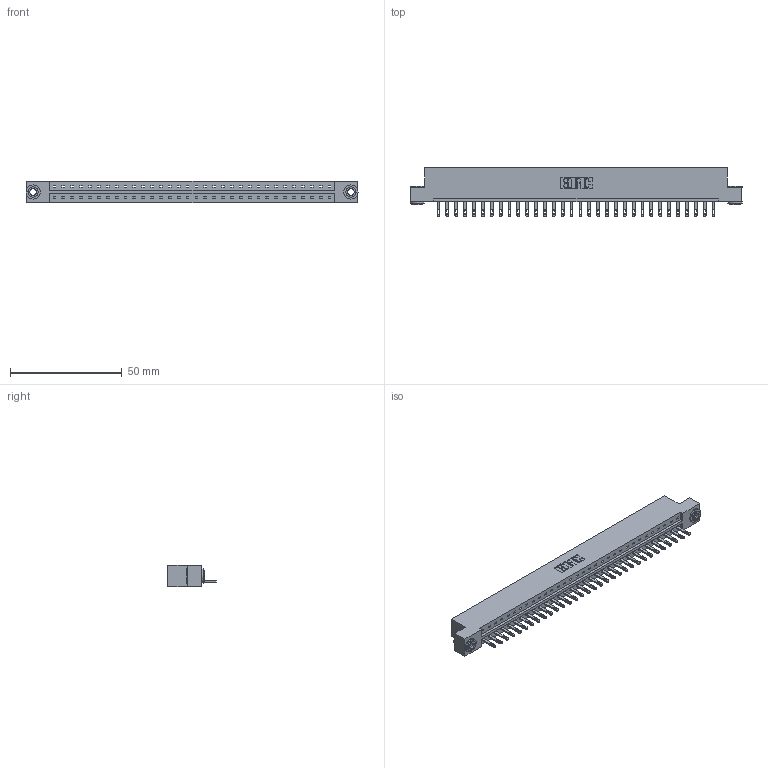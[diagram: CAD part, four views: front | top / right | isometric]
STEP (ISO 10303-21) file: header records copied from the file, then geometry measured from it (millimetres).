
FILE_DESCRIPTION (( 'STEP AP203' ), '1' );
FILE_NAME ('833-032-500-103.STEP', '2020-06-02T16:16:19', ( '' ), ( '' ), 'SwSTEP 2.0', 'SolidWorks 2020', '' );
FILE_SCHEMA (( 'CONFIG_CONTROL_DESIGN' ));
Length unit declared in the file: inch
Products named in the file (4): 833 Part_Flush - .156 Dia - TH; 345-250-002_345-250-002-102; 345-292-001_345-293-100; 833-032-500-103
Assembly tree (35 placements, depth 2):
  833-032-500-103
    833 Part_Flush - .156 Dia - TH
    345-292-001_345-293-100  x32
    345-250-002_345-250-002-102  x2
Bounding box: 148.34 x 21.85 x 9.4 mm (x, y, z)
Volume: 14880 mm3; surface area: 16339.7 mm2
Topology: 35 solids, 35 shells, 1880 faces, 5763 edges, 3838 vertices
Faces by surface type: plane 1232, cylinder 640, cone 8
Entity records: 21436 total; most frequent: CARTESIAN_POINT 3677, ORIENTED_EDGE 3638, DIRECTION 3157, EDGE_CURVE 1819, VECTOR 1663, LINE 1663, VERTEX_POINT 1210, AXIS2_PLACEMENT_3D 747
